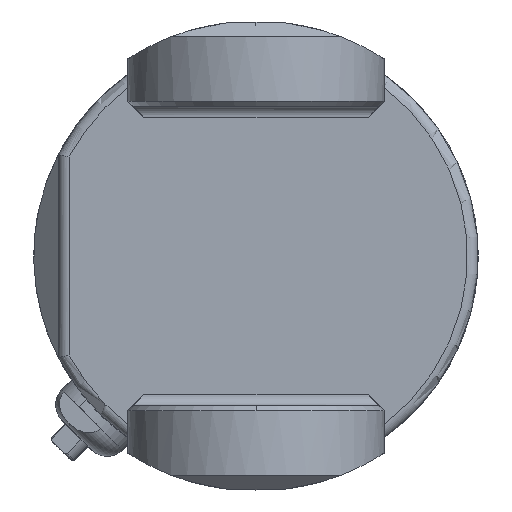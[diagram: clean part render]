
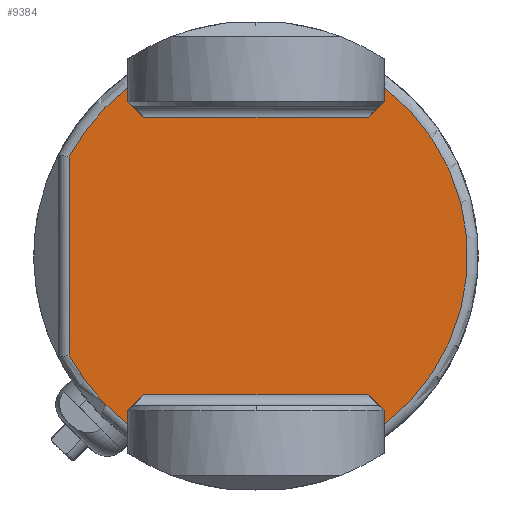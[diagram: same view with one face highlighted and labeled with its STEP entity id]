
A CAD part, left-side view. The second image highlights one B-rep face of the part: STEP entity #9384.
In plain terms, the highlighted planar face has unit normal (-1, 0, 0).
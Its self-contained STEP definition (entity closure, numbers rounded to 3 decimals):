
#655 = CARTESIAN_POINT ( 'NONE',  ( -47.5, -10.5, 13. ) ) ;
#669 = ORIENTED_EDGE ( 'NONE', *, *, #6663, .T. ) ;
#907 = CARTESIAN_POINT ( 'NONE',  ( -47.5, 12., 14.5 ) ) ;
#1119 = ORIENTED_EDGE ( 'NONE', *, *, #9651, .T. ) ;
#1494 = ORIENTED_EDGE ( 'NONE', *, *, #3181, .T. ) ;
#1849 = CARTESIAN_POINT ( 'NONE',  ( -47.5, 12., -21.8 ) ) ;
#2555 = DIRECTION ( 'NONE',  ( -1., 0., 0. ) ) ;
#2635 = CIRCLE ( 'NONE', #20225, 19.8 ) ;
#2640 = CARTESIAN_POINT ( 'NONE',  ( -47.5, 10.5, 13. ) ) ;
#2745 = CARTESIAN_POINT ( 'NONE',  ( -47.5, 11.5, 13. ) ) ;
#3181 = EDGE_CURVE ( 'NONE', #17205, #12744, #5159, .T. ) ;
#3319 = ORIENTED_EDGE ( 'NONE', *, *, #25267, .T. ) ;
#3357 = CARTESIAN_POINT ( 'NONE',  ( -47.5, -12., -15.749 ) ) ;
#3826 = CARTESIAN_POINT ( 'NONE',  ( -47.5, -12., -21.8 ) ) ;
#4042 = DIRECTION ( 'NONE',  ( 0., 0., -1. ) ) ;
#4303 = CARTESIAN_POINT ( 'NONE',  ( -47.5, -11.5, -13. ) ) ;
#4687 = DIRECTION ( 'NONE',  ( 0., 1., 0. ) ) ;
#4733 = VERTEX_POINT ( 'NONE', #12060 ) ;
#5159 = LINE ( 'NONE', #14240, #10550 ) ;
#5343 = CARTESIAN_POINT ( 'NONE',  ( -47.5, 12., 15.749 ) ) ;
#5382 = LINE ( 'NONE', #19500, #15230 ) ;
#5477 = ORIENTED_EDGE ( 'NONE', *, *, #20947, .T. ) ;
#5481 = FACE_OUTER_BOUND ( 'NONE', #28121, .T. ) ;
#5586 = VECTOR ( 'NONE', #10991, 1000. ) ;
#5844 = VERTEX_POINT ( 'NONE', #9950 ) ;
#5874 = EDGE_CURVE ( 'NONE', #5844, #13463, #2635, .T. ) ;
#5924 = DIRECTION ( 'NONE',  ( 1., 0., 0. ) ) ;
#5933 = VECTOR ( 'NONE', #26583, 1000. ) ;
#5957 = ORIENTED_EDGE ( 'NONE', *, *, #5874, .T. ) ;
#6057 = LINE ( 'NONE', #3826, #24146 ) ;
#6579 = CARTESIAN_POINT ( 'NONE',  ( -47.5, 0., 0. ) ) ;
#6613 = AXIS2_PLACEMENT_3D ( 'NONE', #10835, #5924, #10688 ) ;
#6630 = EDGE_CURVE ( 'NONE', #13463, #21365, #8162, .T. ) ;
#6663 = EDGE_CURVE ( 'NONE', #21782, #26977, #24459, .T. ) ;
#8031 = ORIENTED_EDGE ( 'NONE', *, *, #12895, .T. ) ;
#8162 = LINE ( 'NONE', #10405, #5933 ) ;
#8906 = VECTOR ( 'NONE', #23029, 1000. ) ;
#9002 = ORIENTED_EDGE ( 'NONE', *, *, #22000, .T. ) ;
#9384 = ADVANCED_FACE ( 'NONE', ( #5481 ), #14562, .F. ) ;
#9476 = CARTESIAN_POINT ( 'NONE',  ( -47.5, 12., -15.749 ) ) ;
#9651 = EDGE_CURVE ( 'NONE', #27629, #17205, #22585, .T. ) ;
#9785 = VECTOR ( 'NONE', #11019, 1000. ) ;
#9950 = CARTESIAN_POINT ( 'NONE',  ( -47.5, 17.5, -9.262 ) ) ;
#10255 = DIRECTION ( 'NONE',  ( 0., 0., -1. ) ) ;
#10405 = CARTESIAN_POINT ( 'NONE',  ( -47.5, 12., -21.8 ) ) ;
#10430 = ORIENTED_EDGE ( 'NONE', *, *, #6630, .T. ) ;
#10550 = VECTOR ( 'NONE', #23303, 1000. ) ;
#10688 = DIRECTION ( 'NONE',  ( 0., 0., -1. ) ) ;
#10835 = CARTESIAN_POINT ( 'NONE',  ( -47.5, -22., -14. ) ) ;
#10991 = DIRECTION ( 'NONE',  ( 0., -1., 0. ) ) ;
#11019 = DIRECTION ( 'NONE',  ( 0., 0., -1. ) ) ;
#11319 = LINE ( 'NONE', #29131, #9785 ) ;
#11448 = CARTESIAN_POINT ( 'NONE',  ( -47.5, -12., -14.5 ) ) ;
#11626 = DIRECTION ( 'NONE',  ( 0., 0., -1. ) ) ;
#11658 = DIRECTION ( 'NONE',  ( 0., 0., 1. ) ) ;
#11804 = DIRECTION ( 'NONE',  ( 0., 0., 1. ) ) ;
#11963 = EDGE_CURVE ( 'NONE', #15141, #13258, #24434, .T. ) ;
#12060 = CARTESIAN_POINT ( 'NONE',  ( -47.5, -12., 14.5 ) ) ;
#12442 = VECTOR ( 'NONE', #11804, 1000. ) ;
#12744 = VERTEX_POINT ( 'NONE', #11448 ) ;
#12895 = EDGE_CURVE ( 'NONE', #21365, #27629, #25739, .T. ) ;
#13122 = DIRECTION ( 'NONE',  ( -1., 0., 0. ) ) ;
#13156 = LINE ( 'NONE', #22208, #12442 ) ;
#13258 = VERTEX_POINT ( 'NONE', #5343 ) ;
#13463 = VERTEX_POINT ( 'NONE', #9476 ) ;
#13828 = AXIS2_PLACEMENT_3D ( 'NONE', #6579, #13122, #4042 ) ;
#13856 = CARTESIAN_POINT ( 'NONE',  ( -47.5, 0., 0. ) ) ;
#14045 = AXIS2_PLACEMENT_3D ( 'NONE', #21992, #28209, #10255 ) ;
#14240 = CARTESIAN_POINT ( 'NONE',  ( -47.5, -16.75, -19.25 ) ) ;
#14562 = PLANE ( 'NONE',  #6613 ) ;
#14610 = DIRECTION ( 'NONE',  ( 0., 0.707, 0.707 ) ) ;
#15103 = CARTESIAN_POINT ( 'NONE',  ( -47.5, 17.5, 9.262 ) ) ;
#15141 = VERTEX_POINT ( 'NONE', #907 ) ;
#15230 = VECTOR ( 'NONE', #14610, 1000. ) ;
#16490 = CARTESIAN_POINT ( 'NONE',  ( -47.5, -2.75, 5.25 ) ) ;
#16635 = LINE ( 'NONE', #16490, #8906 ) ;
#16854 = CARTESIAN_POINT ( 'NONE',  ( -47.5, -12., 15.749 ) ) ;
#17205 = VERTEX_POINT ( 'NONE', #25531 ) ;
#17866 = ORIENTED_EDGE ( 'NONE', *, *, #24880, .F. ) ;
#17939 = EDGE_CURVE ( 'NONE', #4733, #18849, #16635, .T. ) ;
#18849 = VERTEX_POINT ( 'NONE', #655 ) ;
#19069 = ORIENTED_EDGE ( 'NONE', *, *, #20044, .F. ) ;
#19500 = CARTESIAN_POINT ( 'NONE',  ( -47.5, -19.25, -16.75 ) ) ;
#20044 = EDGE_CURVE ( 'NONE', #21782, #12744, #6057, .T. ) ;
#20118 = VECTOR ( 'NONE', #11658, 1000. ) ;
#20171 = ORIENTED_EDGE ( 'NONE', *, *, #11963, .T. ) ;
#20225 = AXIS2_PLACEMENT_3D ( 'NONE', #13856, #2555, #11626 ) ;
#20947 = EDGE_CURVE ( 'NONE', #21617, #5844, #11319, .T. ) ;
#21365 = VERTEX_POINT ( 'NONE', #26408 ) ;
#21617 = VERTEX_POINT ( 'NONE', #15103 ) ;
#21782 = VERTEX_POINT ( 'NONE', #3357 ) ;
#21992 = CARTESIAN_POINT ( 'NONE',  ( -47.5, 0., 0. ) ) ;
#22000 = EDGE_CURVE ( 'NONE', #18849, #23373, #25473, .T. ) ;
#22208 = CARTESIAN_POINT ( 'NONE',  ( -47.5, -12., -21.8 ) ) ;
#22367 = CIRCLE ( 'NONE', #13828, 19.8 ) ;
#22585 = LINE ( 'NONE', #4303, #5586 ) ;
#23029 = DIRECTION ( 'NONE',  ( 0., 0.707, -0.707 ) ) ;
#23303 = DIRECTION ( 'NONE',  ( 0., -0.707, -0.707 ) ) ;
#23373 = VERTEX_POINT ( 'NONE', #2640 ) ;
#24146 = VECTOR ( 'NONE', #25972, 1000. ) ;
#24434 = LINE ( 'NONE', #1849, #20118 ) ;
#24459 = CIRCLE ( 'NONE', #14045, 19.8 ) ;
#24739 = VECTOR ( 'NONE', #25882, 1000. ) ;
#24880 = EDGE_CURVE ( 'NONE', #4733, #26977, #13156, .T. ) ;
#25267 = EDGE_CURVE ( 'NONE', #23373, #15141, #5382, .T. ) ;
#25473 = LINE ( 'NONE', #2745, #26559 ) ;
#25531 = CARTESIAN_POINT ( 'NONE',  ( -47.5, -10.5, -13. ) ) ;
#25557 = EDGE_CURVE ( 'NONE', #13258, #21617, #22367, .T. ) ;
#25739 = LINE ( 'NONE', #27945, #24739 ) ;
#25882 = DIRECTION ( 'NONE',  ( 0., -0.707, 0.707 ) ) ;
#25972 = DIRECTION ( 'NONE',  ( 0., 0., 1. ) ) ;
#26398 = CARTESIAN_POINT ( 'NONE',  ( -47.5, 10.5, -13. ) ) ;
#26408 = CARTESIAN_POINT ( 'NONE',  ( -47.5, 12., -14.5 ) ) ;
#26559 = VECTOR ( 'NONE', #4687, 1000. ) ;
#26583 = DIRECTION ( 'NONE',  ( 0., 0., 1. ) ) ;
#26977 = VERTEX_POINT ( 'NONE', #16854 ) ;
#27629 = VERTEX_POINT ( 'NONE', #26398 ) ;
#27694 = ORIENTED_EDGE ( 'NONE', *, *, #17939, .T. ) ;
#27945 = CARTESIAN_POINT ( 'NONE',  ( -47.5, -5.25, 2.75 ) ) ;
#27970 = ORIENTED_EDGE ( 'NONE', *, *, #25557, .T. ) ;
#28121 = EDGE_LOOP ( 'NONE', ( #8031, #1119, #1494, #19069, #669, #17866, #27694, #9002, #3319, #20171, #27970, #5477, #5957, #10430 ) ) ;
#28209 = DIRECTION ( 'NONE',  ( -1., 0., 0. ) ) ;
#29131 = CARTESIAN_POINT ( 'NONE',  ( -47.5, 17.5, -14. ) ) ;
